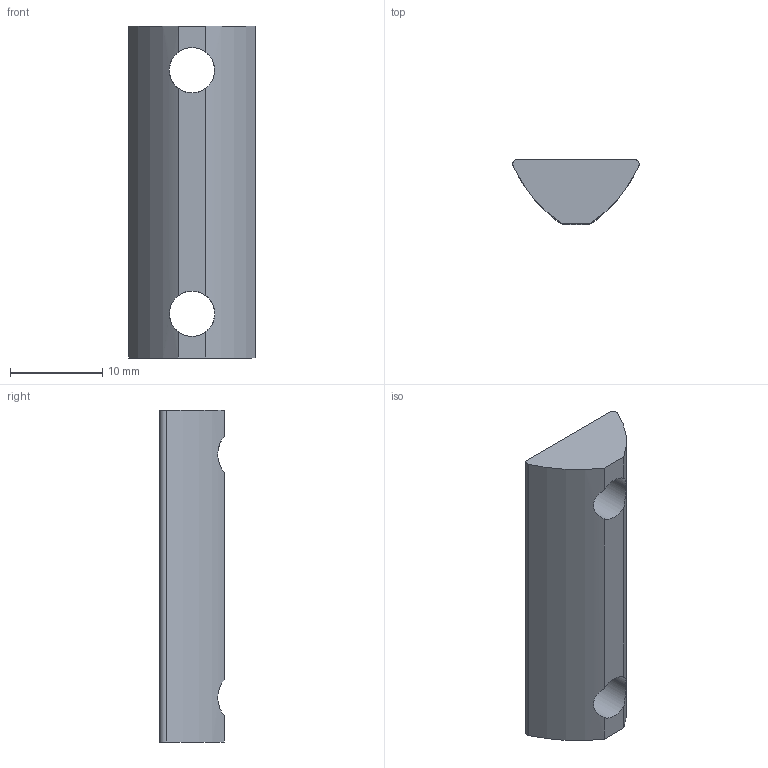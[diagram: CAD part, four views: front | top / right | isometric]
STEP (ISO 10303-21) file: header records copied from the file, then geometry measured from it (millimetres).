
FILE_DESCRIPTION (( 'STEP AP214' ), '1' );
FILE_NAME ('FIXE08E1247-Ecrou 8 St double M6-36 E=26.4mm.step', '2023-03-24T10:02:39', ( 'Altae' ), ( '' ), 'SwSTEP 2.0', 'SolidWorks 2021', '' );
FILE_SCHEMA (( 'AUTOMOTIVE_DESIGN' ));
Length unit declared in the file: millimetre
Products named in the file (1): FIXE08E1247-Ecrou 8 St double M6-36 E=26.4mm
Bounding box: 13.7 x 7 x 36 mm (x, y, z)
Volume: 2191.3 mm3; surface area: 1503.5 mm2
Topology: 1 solids, 1 shells, 15 faces, 45 edges, 30 vertices
Faces by surface type: cylinder 9, plane 6
Entity records: 615 total; most frequent: CARTESIAN_POINT 163, ORIENTED_EDGE 90, DIRECTION 87, EDGE_CURVE 45, AXIS2_PLACEMENT_3D 34, VERTEX_POINT 30, VECTOR 19, LINE 19
